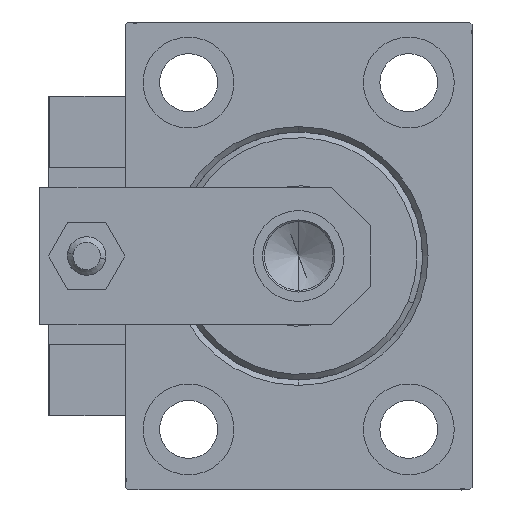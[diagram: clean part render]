
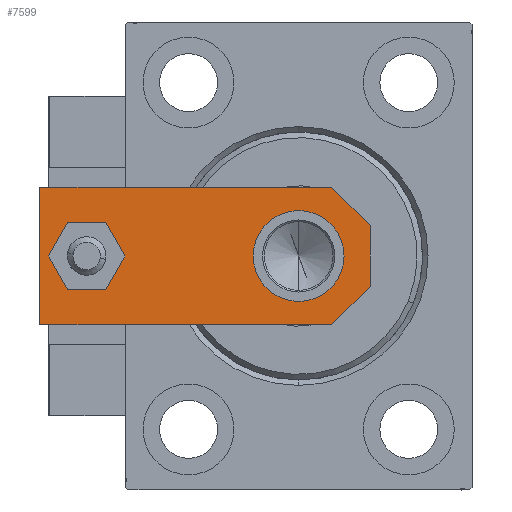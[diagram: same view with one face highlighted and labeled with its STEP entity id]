
A CAD part, left-side view. The second image highlights one B-rep face of the part: STEP entity #7599.
In plain terms, the highlighted face is planar.
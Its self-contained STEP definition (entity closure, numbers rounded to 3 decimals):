
#163 = FACE_OUTER_BOUND ( 'NONE', #11484, .T. ) ;
#781 = EDGE_LOOP ( 'NONE', ( #26833, #21458 ) ) ;
#1080 = VERTEX_POINT ( 'NONE', #32578 ) ;
#1167 = VECTOR ( 'NONE', #4570, 1000. ) ;
#2237 = ORIENTED_EDGE ( 'NONE', *, *, #33352, .T. ) ;
#2255 = VECTOR ( 'NONE', #12539, 1000. ) ;
#2351 = EDGE_CURVE ( 'NONE', #45100, #15351, #36110, .T. ) ;
#3747 = DIRECTION ( 'NONE',  ( 1., 0., 0. ) ) ;
#4570 = DIRECTION ( 'NONE',  ( 0., 1., 0. ) ) ;
#4856 = AXIS2_PLACEMENT_3D ( 'NONE', #7850, #26849, #3747 ) ;
#5089 = CARTESIAN_POINT ( 'NONE',  ( 12.5, 60., 6. ) ) ;
#5108 = CIRCLE ( 'NONE', #48514, 4. ) ;
#5692 = LINE ( 'NONE', #44941, #17542 ) ;
#7599 = ADVANCED_FACE ( 'NONE', ( #8347, #163, #12459 ), #15810, .T. ) ;
#7850 = CARTESIAN_POINT ( 'NONE',  ( 0., 13., 6. ) ) ;
#8347 = FACE_BOUND ( 'NONE', #781, .T. ) ;
#10124 = EDGE_CURVE ( 'NONE', #11635, #13200, #45003, .T. ) ;
#11484 = EDGE_LOOP ( 'NONE', ( #39581, #2237, #17113, #43514, #30120, #40522 ) ) ;
#11635 = VERTEX_POINT ( 'NONE', #46581 ) ;
#11800 = LINE ( 'NONE', #39990, #2255 ) ;
#12459 = FACE_BOUND ( 'NONE', #20442, .T. ) ;
#12528 = LINE ( 'NONE', #43575, #1167 ) ;
#12539 = DIRECTION ( 'NONE',  ( 0.707, 0.707, 0. ) ) ;
#13042 = DIRECTION ( 'NONE',  ( -1., 0., 0. ) ) ;
#13200 = VERTEX_POINT ( 'NONE', #20918 ) ;
#14688 = CARTESIAN_POINT ( 'NONE',  ( -12.5, 0., 6. ) ) ;
#15351 = VERTEX_POINT ( 'NONE', #32265 ) ;
#15566 = CARTESIAN_POINT ( 'NONE',  ( 0., 0., 6. ) ) ;
#15810 = PLANE ( 'NONE',  #50648 ) ;
#17113 = ORIENTED_EDGE ( 'NONE', *, *, #40373, .T. ) ;
#17235 = EDGE_CURVE ( 'NONE', #1080, #41191, #5108, .T. ) ;
#17542 = VECTOR ( 'NONE', #37227, 1000. ) ;
#17619 = VERTEX_POINT ( 'NONE', #36083 ) ;
#18618 = CARTESIAN_POINT ( 'NONE',  ( 12.5, 60., 6. ) ) ;
#20338 = LINE ( 'NONE', #32624, #46218 ) ;
#20442 = EDGE_LOOP ( 'NONE', ( #49056, #33463 ) ) ;
#20918 = CARTESIAN_POINT ( 'NONE',  ( -8.25, 13., 6. ) ) ;
#21458 = ORIENTED_EDGE ( 'NONE', *, *, #48982, .F. ) ;
#23545 = CARTESIAN_POINT ( 'NONE',  ( 0., 51.5, 6. ) ) ;
#24625 = CARTESIAN_POINT ( 'NONE',  ( 12.5, 7., 6. ) ) ;
#26833 = ORIENTED_EDGE ( 'NONE', *, *, #17235, .F. ) ;
#26849 = DIRECTION ( 'NONE',  ( 0., 0., 1. ) ) ;
#29287 = VECTOR ( 'NONE', #13042, 1000. ) ;
#29320 = CARTESIAN_POINT ( 'NONE',  ( 4., 51.5, 6. ) ) ;
#29997 = EDGE_CURVE ( 'NONE', #33699, #45100, #12528, .T. ) ;
#30120 = ORIENTED_EDGE ( 'NONE', *, *, #29997, .T. ) ;
#30206 = VERTEX_POINT ( 'NONE', #43826 ) ;
#30321 = DIRECTION ( 'NONE',  ( 1., 0., 0. ) ) ;
#30473 = DIRECTION ( 'NONE',  ( 1., 0., 0. ) ) ;
#30535 = DIRECTION ( 'NONE',  ( 0., 0., 1. ) ) ;
#31444 = DIRECTION ( 'NONE',  ( 0., 0., 1. ) ) ;
#32265 = CARTESIAN_POINT ( 'NONE',  ( -12.5, 60., 6. ) ) ;
#32490 = VECTOR ( 'NONE', #30321, 1000. ) ;
#32578 = CARTESIAN_POINT ( 'NONE',  ( -4., 51.5, 6. ) ) ;
#32624 = CARTESIAN_POINT ( 'NONE',  ( -2.75, -2.75, 6. ) ) ;
#32817 = CARTESIAN_POINT ( 'NONE',  ( 0., 51.5, 6. ) ) ;
#33352 = EDGE_CURVE ( 'NONE', #30206, #17619, #20338, .T. ) ;
#33410 = EDGE_CURVE ( 'NONE', #15351, #30206, #5692, .T. ) ;
#33463 = ORIENTED_EDGE ( 'NONE', *, *, #10124, .F. ) ;
#33699 = VERTEX_POINT ( 'NONE', #24625 ) ;
#34394 = EDGE_CURVE ( 'NONE', #13200, #11635, #49502, .T. ) ;
#36083 = CARTESIAN_POINT ( 'NONE',  ( -5.5, 0., 6. ) ) ;
#36110 = LINE ( 'NONE', #5089, #29287 ) ;
#37227 = DIRECTION ( 'NONE',  ( 0., -1., 0. ) ) ;
#37481 = DIRECTION ( 'NONE',  ( 0.707, -0.707, 0. ) ) ;
#39128 = CARTESIAN_POINT ( 'NONE',  ( 5.5, 0., 6. ) ) ;
#39196 = DIRECTION ( 'NONE',  ( 0., 0., 1. ) ) ;
#39581 = ORIENTED_EDGE ( 'NONE', *, *, #33410, .T. ) ;
#39655 = DIRECTION ( 'NONE',  ( 1., 0., 0. ) ) ;
#39755 = DIRECTION ( 'NONE',  ( 1., 0., 0. ) ) ;
#39990 = CARTESIAN_POINT ( 'NONE',  ( 2.75, -2.75, 6. ) ) ;
#40373 = EDGE_CURVE ( 'NONE', #17619, #49431, #49820, .T. ) ;
#40493 = AXIS2_PLACEMENT_3D ( 'NONE', #50287, #30535, #42852 ) ;
#40522 = ORIENTED_EDGE ( 'NONE', *, *, #2351, .T. ) ;
#41191 = VERTEX_POINT ( 'NONE', #29320 ) ;
#42536 = EDGE_CURVE ( 'NONE', #49431, #33699, #11800, .T. ) ;
#42852 = DIRECTION ( 'NONE',  ( 1., 0., 0. ) ) ;
#43514 = ORIENTED_EDGE ( 'NONE', *, *, #42536, .T. ) ;
#43575 = CARTESIAN_POINT ( 'NONE',  ( 12.5, 0., 6. ) ) ;
#43826 = CARTESIAN_POINT ( 'NONE',  ( -12.5, 7., 6. ) ) ;
#44941 = CARTESIAN_POINT ( 'NONE',  ( -12.5, 60., 6. ) ) ;
#45003 = CIRCLE ( 'NONE', #4856, 8.25 ) ;
#45100 = VERTEX_POINT ( 'NONE', #18618 ) ;
#45767 = CIRCLE ( 'NONE', #49856, 4. ) ;
#46218 = VECTOR ( 'NONE', #37481, 1000. ) ;
#46581 = CARTESIAN_POINT ( 'NONE',  ( 8.25, 13., 6. ) ) ;
#47698 = DIRECTION ( 'NONE',  ( 0., 0., 1. ) ) ;
#48514 = AXIS2_PLACEMENT_3D ( 'NONE', #32817, #47698, #39755 ) ;
#48982 = EDGE_CURVE ( 'NONE', #41191, #1080, #45767, .T. ) ;
#49056 = ORIENTED_EDGE ( 'NONE', *, *, #34394, .F. ) ;
#49431 = VERTEX_POINT ( 'NONE', #39128 ) ;
#49502 = CIRCLE ( 'NONE', #40493, 8.25 ) ;
#49820 = LINE ( 'NONE', #14688, #32490 ) ;
#49856 = AXIS2_PLACEMENT_3D ( 'NONE', #23545, #39196, #30473 ) ;
#50287 = CARTESIAN_POINT ( 'NONE',  ( 0., 13., 6. ) ) ;
#50648 = AXIS2_PLACEMENT_3D ( 'NONE', #15566, #31444, #39655 ) ;
